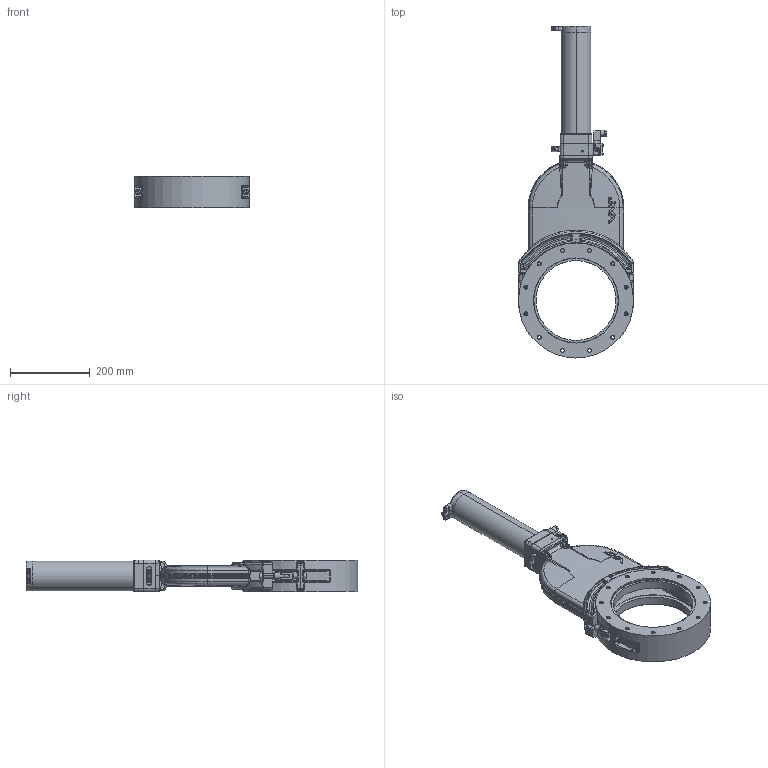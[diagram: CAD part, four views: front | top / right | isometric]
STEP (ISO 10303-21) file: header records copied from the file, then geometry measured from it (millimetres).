
FILE_DESCRIPTION (( 'STEP AP214' ), '1' );
FILE_NAME ('PFE48501.step', '2017-07-10T11:07:08', ( 'install' ), ( '' ), 'SwSTEP 2.0', 'SolidWorks 2015', '' );
FILE_SCHEMA (( 'AUTOMOTIVE_DESIGN' ));
Length unit declared in the file: millimetre
Products named in the file (1): PFE48501
Bounding box: 290 x 831.8 x 80 mm (x, y, z)
Surface area: 514883 mm2 (no closed solid volume)
Topology: 0 solids, 68 shells, 1295 faces, 4001 edges, 2625 vertices
Faces by surface type: bspline 412, plane 366, cylinder 338, cone 125, torus 50, sphere 4
Entity records: 79017 total; most frequent: CARTESIAN_POINT 46064, ORIENTED_EDGE 6512, DIRECTION 5100, EDGE_CURVE 3934, VERTEX_POINT 2625, AXIS2_PLACEMENT_3D 1898, B_SPLINE_CURVE_WITH_KNOTS 1547, EDGE_LOOP 1461
